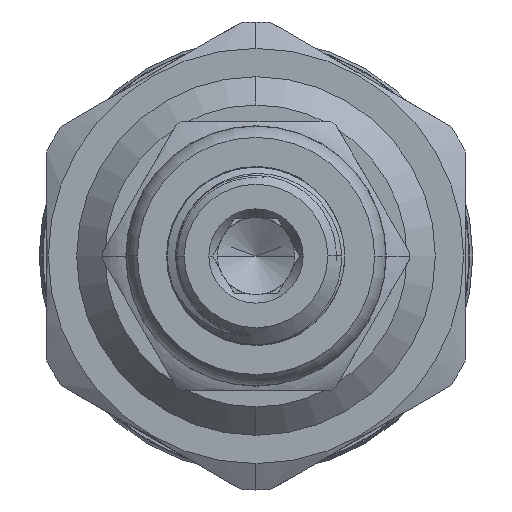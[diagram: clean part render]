
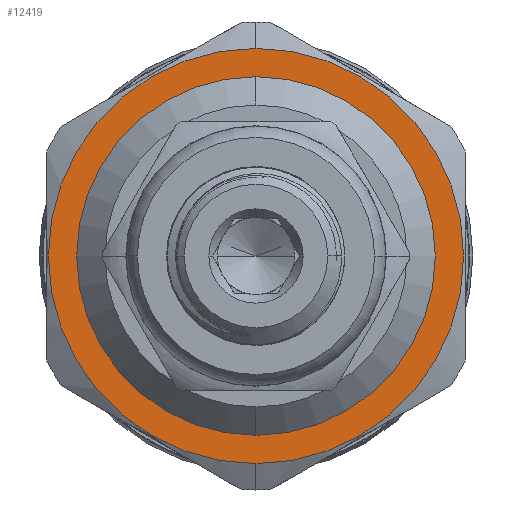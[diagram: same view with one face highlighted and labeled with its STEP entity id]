
A CAD part, left-side view. The second image highlights one B-rep face of the part: STEP entity #12419.
In plain terms, the highlighted planar face has unit normal (-1, 0, 0).
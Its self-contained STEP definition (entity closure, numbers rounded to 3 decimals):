
#469 = EDGE_CURVE ( 'NONE', #2466, #2198, #3275, .T. ) ;
#478 = EDGE_CURVE ( 'NONE', #2562, #2235, #3285, .T. ) ;
#510 = AXIS2_PLACEMENT_3D ( 'NONE', #13257, #13267, #13141 ) ;
#645 = AXIS2_PLACEMENT_3D ( 'NONE', #13591, #13259, #12681 ) ;
#679 = AXIS2_PLACEMENT_3D ( 'NONE', #11903, #11865, #11899 ) ;
#1433 = ORIENTED_EDGE ( 'NONE', *, *, #469, .T. ) ;
#1540 = ORIENTED_EDGE ( 'NONE', *, *, #6812, .F. ) ;
#1581 = ORIENTED_EDGE ( 'NONE', *, *, #478, .F. ) ;
#1587 = ORIENTED_EDGE ( 'NONE', *, *, #11285, .T. ) ;
#2198 = VERTEX_POINT ( 'NONE', #13309 ) ;
#2235 = VERTEX_POINT ( 'NONE', #13173 ) ;
#2466 = VERTEX_POINT ( 'NONE', #13139 ) ;
#2562 = VERTEX_POINT ( 'NONE', #13553 ) ;
#2912 = EDGE_LOOP ( 'NONE', ( #1581, #1540 ) ) ;
#3162 = CIRCLE ( 'NONE', #679, 9.5 ) ;
#3275 = CIRCLE ( 'NONE', #510, 11. ) ;
#3285 = CIRCLE ( 'NONE', #645, 9.5 ) ;
#4308 = EDGE_LOOP ( 'NONE', ( #1587, #1433 ) ) ;
#5053 = AXIS2_PLACEMENT_3D ( 'NONE', #7151, #7156, #7157 ) ;
#5151 = AXIS2_PLACEMENT_3D ( 'NONE', #14022, #14035, #14033 ) ;
#6812 = EDGE_CURVE ( 'NONE', #2235, #2562, #3162, .T. ) ;
#7149 = PLANE ( 'NONE',  #5053 ) ;
#7151 = CARTESIAN_POINT ( 'NONE',  ( 12., 9.5, 0. ) ) ;
#7156 = DIRECTION ( 'NONE',  ( 1., 0., 0. ) ) ;
#7157 = DIRECTION ( 'NONE',  ( 0., 0., -1. ) ) ;
#11285 = EDGE_CURVE ( 'NONE', #2198, #2466, #14711, .T. ) ;
#11865 = DIRECTION ( 'NONE',  ( -1., 0., 0. ) ) ;
#11899 = DIRECTION ( 'NONE',  ( 0., 0., 1. ) ) ;
#11903 = CARTESIAN_POINT ( 'NONE',  ( 12., 0., 0. ) ) ;
#12419 = ADVANCED_FACE ( 'NONE', ( #14901, #14888 ), #7149, .F. ) ;
#12681 = DIRECTION ( 'NONE',  ( 0., 0., 1. ) ) ;
#13139 = CARTESIAN_POINT ( 'NONE',  ( 12., 0., 11. ) ) ;
#13141 = DIRECTION ( 'NONE',  ( 0., 0., 1. ) ) ;
#13173 = CARTESIAN_POINT ( 'NONE',  ( 12., 0., -9.5 ) ) ;
#13257 = CARTESIAN_POINT ( 'NONE',  ( 12., 0., 0. ) ) ;
#13259 = DIRECTION ( 'NONE',  ( -1., 0., 0. ) ) ;
#13267 = DIRECTION ( 'NONE',  ( -1., 0., 0. ) ) ;
#13309 = CARTESIAN_POINT ( 'NONE',  ( 12., 0., -11. ) ) ;
#13553 = CARTESIAN_POINT ( 'NONE',  ( 12., 0., 9.5 ) ) ;
#13591 = CARTESIAN_POINT ( 'NONE',  ( 12., 0., 0. ) ) ;
#14022 = CARTESIAN_POINT ( 'NONE',  ( 12., 0., 0. ) ) ;
#14033 = DIRECTION ( 'NONE',  ( 0., 0., 1. ) ) ;
#14035 = DIRECTION ( 'NONE',  ( -1., 0., 0. ) ) ;
#14711 = CIRCLE ( 'NONE', #5151, 11. ) ;
#14888 = FACE_OUTER_BOUND ( 'NONE', #4308, .T. ) ;
#14901 = FACE_BOUND ( 'NONE', #2912, .T. ) ;
